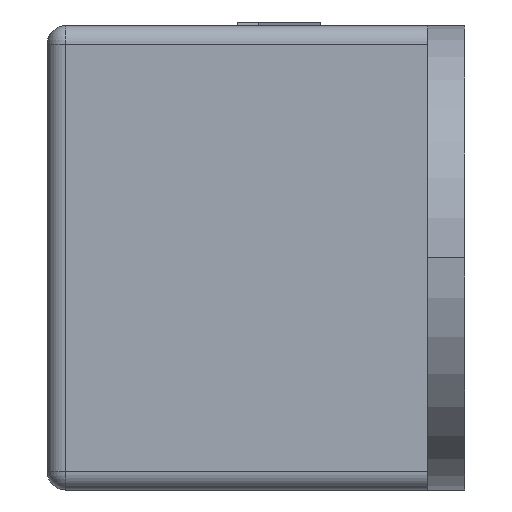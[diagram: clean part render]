
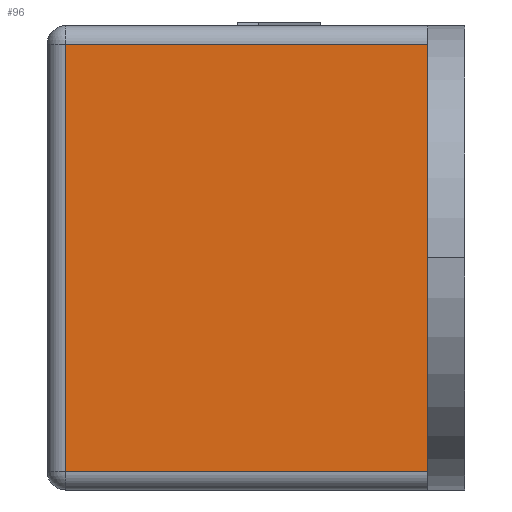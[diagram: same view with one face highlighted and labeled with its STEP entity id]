
A CAD part, left-side view. The second image highlights one B-rep face of the part: STEP entity #96.
In plain terms, the highlighted planar face has unit normal (-1, 0, 0).
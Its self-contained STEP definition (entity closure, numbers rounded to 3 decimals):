
#96 = ADVANCED_FACE( '', ( #296 ), #297, .T. );
#296 = FACE_OUTER_BOUND( '', #634, .T. );
#297 = PLANE( '', #635 );
#634 = EDGE_LOOP( '', ( #1178, #1179, #1180, #1181 ) );
#635 = AXIS2_PLACEMENT_3D( '', #1182, #1183, #1184 );
#1178 = ORIENTED_EDGE( '', *, *, #2336, .T. );
#1179 = ORIENTED_EDGE( '', *, *, #2302, .T. );
#1180 = ORIENTED_EDGE( '', *, *, #2337, .T. );
#1181 = ORIENTED_EDGE( '', *, *, #2338, .T. );
#1182 = CARTESIAN_POINT( '', ( -8.5, 22.5, -12.5 ) );
#1183 = DIRECTION( '', ( -1., 0., 0. ) );
#1184 = DIRECTION( '', ( 0., 1., 0. ) );
#2302 = EDGE_CURVE( '', #2815, #2820, #2822, .F. );
#2336 = EDGE_CURVE( '', #2881, #2815, #2882, .F. );
#2337 = EDGE_CURVE( '', #2820, #2883, #2884, .T. );
#2338 = EDGE_CURVE( '', #2883, #2881, #2885, .T. );
#2815 = VERTEX_POINT( '', #3575 );
#2820 = VERTEX_POINT( '', #3581 );
#2822 = LINE( '', #3583, #3584 );
#2881 = VERTEX_POINT( '', #3659 );
#2882 = LINE( '', #3660, #3661 );
#2883 = VERTEX_POINT( '', #3662 );
#2884 = LINE( '', #3663, #3664 );
#2885 = LINE( '', #3665, #3666 );
#3575 = CARTESIAN_POINT( '', ( -8.5, 21.5, 11.5 ) );
#3581 = CARTESIAN_POINT( '', ( -8.5, 21.5, -11.5 ) );
#3583 = CARTESIAN_POINT( '', ( -8.5, 21.5, -12.5 ) );
#3584 = VECTOR( '', #4306, 1000. );
#3659 = CARTESIAN_POINT( '', ( -8.5, 2., 11.5 ) );
#3660 = CARTESIAN_POINT( '', ( -8.5, 22.5, 11.5 ) );
#3661 = VECTOR( '', #4374, 1000. );
#3662 = CARTESIAN_POINT( '', ( -8.5, 2., -11.5 ) );
#3663 = CARTESIAN_POINT( '', ( -8.5, 22.5, -11.5 ) );
#3664 = VECTOR( '', #4375, 1000. );
#3665 = CARTESIAN_POINT( '', ( -8.5, 2., -12.5 ) );
#3666 = VECTOR( '', #4376, 1000. );
#4306 = DIRECTION( '', ( 0., 0., 1. ) );
#4374 = DIRECTION( '', ( 0., -1., 0. ) );
#4375 = DIRECTION( '', ( 0., -1., 0. ) );
#4376 = DIRECTION( '', ( 0., 0., 1. ) );
